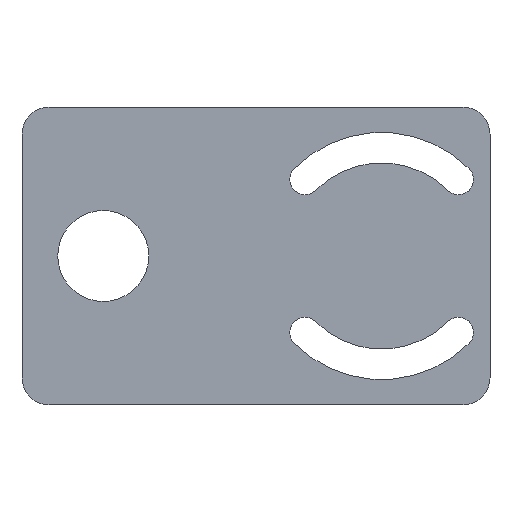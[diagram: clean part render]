
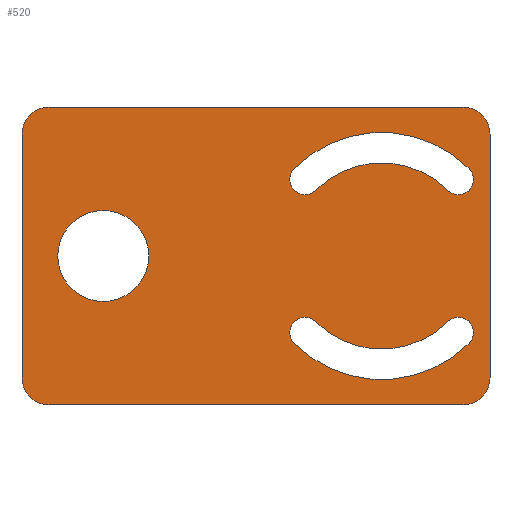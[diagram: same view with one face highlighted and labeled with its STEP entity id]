
A CAD part, left-side view. The second image highlights one B-rep face of the part: STEP entity #520.
In plain terms, the highlighted planar face has unit normal (-1, 0, 0).
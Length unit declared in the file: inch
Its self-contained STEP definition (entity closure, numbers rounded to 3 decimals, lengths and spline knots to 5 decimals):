
#119=CARTESIAN_POINT('',(-0.121,4.07,-1.125));
#120=DIRECTION('',(-1.,0.,0.));
#121=DIRECTION('',(0.,1.,0.));
#122=AXIS2_PLACEMENT_3D('',#119,#120,#121);
#124=DIRECTION('',(0.,0.,1.));
#125=VECTOR('',#124,2.25);
#126=CARTESIAN_POINT('',(-0.121,4.32,-1.125));
#127=LINE('',#126,#125);
#128=CARTESIAN_POINT('',(-0.121,4.07,1.125));
#129=DIRECTION('',(-1.,0.,0.));
#130=DIRECTION('',(0.,0.,1.));
#131=AXIS2_PLACEMENT_3D('',#128,#129,#130);
#133=DIRECTION('',(0.,-1.,0.));
#134=VECTOR('',#133,3.82);
#135=CARTESIAN_POINT('',(-0.121,4.07,1.375));
#136=LINE('',#135,#134);
#137=CARTESIAN_POINT('',(-0.121,0.25,1.125));
#138=DIRECTION('',(-1.,0.,0.));
#139=DIRECTION('',(0.,-1.,0.));
#140=AXIS2_PLACEMENT_3D('',#137,#138,#139);
#142=DIRECTION('',(0.,0.,-1.));
#143=VECTOR('',#142,2.25);
#144=CARTESIAN_POINT('',(-0.121,0.,1.125));
#145=LINE('',#144,#143);
#146=CARTESIAN_POINT('',(-0.121,0.25,-1.125));
#147=DIRECTION('',(-1.,0.,0.));
#148=DIRECTION('',(0.,0.,-1.));
#149=AXIS2_PLACEMENT_3D('',#146,#147,#148);
#151=DIRECTION('',(0.,1.,0.));
#152=VECTOR('',#151,3.82);
#153=CARTESIAN_POINT('',(-0.121,0.25,-1.375));
#154=LINE('',#153,#152);
#155=CARTESIAN_POINT('',(-0.121,3.57,0.));
#156=DIRECTION('',(1.,0.,0.));
#157=DIRECTION('',(0.,0.,1.));
#158=AXIS2_PLACEMENT_3D('',#155,#156,#157);
#160=CARTESIAN_POINT('',(-0.121,3.57,0.));
#161=DIRECTION('',(1.,0.,0.));
#162=DIRECTION('',(0.,0.,-1.));
#163=AXIS2_PLACEMENT_3D('',#160,#161,#162);
#165=CARTESIAN_POINT('',(-0.121,1.70711,0.70711));
#166=DIRECTION('',(1.,0.,0.));
#167=DIRECTION('',(0.,-0.707,-0.707));
#168=AXIS2_PLACEMENT_3D('',#165,#166,#167);
#170=CARTESIAN_POINT('',(-0.121,1.,0.));
#171=DIRECTION('',(1.,0.,0.));
#172=DIRECTION('',(0.,0.707,0.707));
#173=AXIS2_PLACEMENT_3D('',#170,#171,#172);
#175=CARTESIAN_POINT('',(-0.121,0.29289,0.70711));
#176=DIRECTION('',(1.,0.,0.));
#177=DIRECTION('',(0.,-0.707,0.707));
#178=AXIS2_PLACEMENT_3D('',#175,#176,#177);
#180=CARTESIAN_POINT('',(-0.121,1.,0.));
#181=DIRECTION('',(1.,0.,0.));
#182=DIRECTION('',(0.,0.707,0.707));
#183=AXIS2_PLACEMENT_3D('',#180,#181,#182);
#185=CARTESIAN_POINT('',(-0.121,0.29289,-0.70711));
#186=DIRECTION('',(1.,0.,0.));
#187=DIRECTION('',(0.,0.707,0.707));
#188=AXIS2_PLACEMENT_3D('',#185,#186,#187);
#190=CARTESIAN_POINT('',(-0.121,1.,0.));
#191=DIRECTION('',(1.,0.,0.));
#192=DIRECTION('',(0.,-0.707,-0.707));
#193=AXIS2_PLACEMENT_3D('',#190,#191,#192);
#195=CARTESIAN_POINT('',(-0.121,1.70711,-0.70711));
#196=DIRECTION('',(1.,0.,0.));
#197=DIRECTION('',(0.,0.707,-0.707));
#198=AXIS2_PLACEMENT_3D('',#195,#196,#197);
#200=CARTESIAN_POINT('',(-0.121,1.,0.));
#201=DIRECTION('',(1.,0.,0.));
#202=DIRECTION('',(0.,-0.707,-0.707));
#203=AXIS2_PLACEMENT_3D('',#200,#201,#202);
#249=CARTESIAN_POINT('',(-0.121,4.32,-1.125));
#250=VERTEX_POINT('',#249);
#251=CARTESIAN_POINT('',(-0.121,4.07,-1.375));
#252=VERTEX_POINT('',#251);
#257=CARTESIAN_POINT('',(-0.121,4.07,1.375));
#258=VERTEX_POINT('',#257);
#259=CARTESIAN_POINT('',(-0.121,4.32,1.125));
#260=VERTEX_POINT('',#259);
#265=CARTESIAN_POINT('',(-0.121,3.57,0.42));
#266=CARTESIAN_POINT('',(-0.121,3.57,-0.42));
#267=VERTEX_POINT('',#265);
#268=VERTEX_POINT('',#266);
#273=CARTESIAN_POINT('',(-0.121,0.,1.125));
#274=VERTEX_POINT('',#273);
#275=CARTESIAN_POINT('',(-0.121,0.25,1.375));
#276=VERTEX_POINT('',#275);
#281=CARTESIAN_POINT('',(-0.121,0.25,-1.375));
#282=VERTEX_POINT('',#281);
#283=CARTESIAN_POINT('',(-0.121,0.,-1.125));
#284=VERTEX_POINT('',#283);
#301=CARTESIAN_POINT('',(-0.121,0.39224,-0.60776));
#302=CARTESIAN_POINT('',(-0.121,0.19354,-0.80646));
#303=VERTEX_POINT('',#301);
#304=VERTEX_POINT('',#302);
#305=CARTESIAN_POINT('',(-0.121,1.60776,-0.60776));
#306=VERTEX_POINT('',#305);
#307=CARTESIAN_POINT('',(-0.121,1.80646,-0.80646));
#308=VERTEX_POINT('',#307);
#309=CARTESIAN_POINT('',(-0.121,1.60776,0.60776));
#310=CARTESIAN_POINT('',(-0.121,1.80646,0.80646));
#311=VERTEX_POINT('',#309);
#312=VERTEX_POINT('',#310);
#313=CARTESIAN_POINT('',(-0.121,0.39224,0.60776));
#314=VERTEX_POINT('',#313);
#315=CARTESIAN_POINT('',(-0.121,0.19354,0.80646));
#316=VERTEX_POINT('',#315);
#479=CARTESIAN_POINT('',(-0.121,0.,0.));
#480=DIRECTION('',(1.,0.,0.));
#481=DIRECTION('',(0.,0.,-1.));
#482=AXIS2_PLACEMENT_3D('',#479,#480,#481);
#483=PLANE('',#482);
#484=ORIENTED_EDGE('',*,*,#375,.F.);
#485=ORIENTED_EDGE('',*,*,#391,.T.);
#486=ORIENTED_EDGE('',*,*,#404,.F.);
#487=ORIENTED_EDGE('',*,*,#419,.T.);
#488=ORIENTED_EDGE('',*,*,#432,.F.);
#489=ORIENTED_EDGE('',*,*,#447,.T.);
#490=ORIENTED_EDGE('',*,*,#460,.F.);
#491=ORIENTED_EDGE('',*,*,#472,.T.);
#492=EDGE_LOOP('',(#484,#485,#486,#487,#488,#489,#490,#491));
#493=FACE_OUTER_BOUND('',#492,.F.);
#495=ORIENTED_EDGE('',*,*,#494,.F.);
#497=ORIENTED_EDGE('',*,*,#496,.F.);
#498=EDGE_LOOP('',(#495,#497));
#499=FACE_BOUND('',#498,.F.);
#501=ORIENTED_EDGE('',*,*,#500,.F.);
#503=ORIENTED_EDGE('',*,*,#502,.T.);
#505=ORIENTED_EDGE('',*,*,#504,.F.);
#507=ORIENTED_EDGE('',*,*,#506,.F.);
#508=EDGE_LOOP('',(#501,#503,#505,#507));
#509=FACE_BOUND('',#508,.F.);
#511=ORIENTED_EDGE('',*,*,#510,.F.);
#513=ORIENTED_EDGE('',*,*,#512,.T.);
#515=ORIENTED_EDGE('',*,*,#514,.F.);
#517=ORIENTED_EDGE('',*,*,#516,.F.);
#518=EDGE_LOOP('',(#511,#513,#515,#517));
#519=FACE_BOUND('',#518,.F.);
#520=ADVANCED_FACE('',(#493,#499,#509,#519),#483,.F.);
#123=CIRCLE('',#122,0.25);
#132=CIRCLE('',#131,0.25);
#141=CIRCLE('',#140,0.25);
#150=CIRCLE('',#149,0.25);
#159=CIRCLE('',#158,0.42);
#164=CIRCLE('',#163,0.42);
#169=CIRCLE('',#168,0.1405);
#174=CIRCLE('',#173,0.8595);
#179=CIRCLE('',#178,0.1405);
#184=CIRCLE('',#183,1.1405);
#189=CIRCLE('',#188,0.1405);
#194=CIRCLE('',#193,0.8595);
#199=CIRCLE('',#198,0.1405);
#204=CIRCLE('',#203,1.1405);
#375=EDGE_CURVE('',#250,#252,#123,.T.);
#391=EDGE_CURVE('',#250,#260,#127,.T.);
#404=EDGE_CURVE('',#258,#260,#132,.T.);
#419=EDGE_CURVE('',#258,#276,#136,.T.);
#432=EDGE_CURVE('',#274,#276,#141,.T.);
#447=EDGE_CURVE('',#274,#284,#145,.T.);
#460=EDGE_CURVE('',#282,#284,#150,.T.);
#472=EDGE_CURVE('',#282,#252,#154,.T.);
#494=EDGE_CURVE('',#267,#268,#159,.T.);
#496=EDGE_CURVE('',#268,#267,#164,.T.);
#500=EDGE_CURVE('',#311,#312,#169,.T.);
#502=EDGE_CURVE('',#311,#314,#174,.T.);
#504=EDGE_CURVE('',#316,#314,#179,.T.);
#506=EDGE_CURVE('',#312,#316,#184,.T.);
#510=EDGE_CURVE('',#303,#304,#189,.T.);
#512=EDGE_CURVE('',#303,#306,#194,.T.);
#514=EDGE_CURVE('',#308,#306,#199,.T.);
#516=EDGE_CURVE('',#304,#308,#204,.T.);
